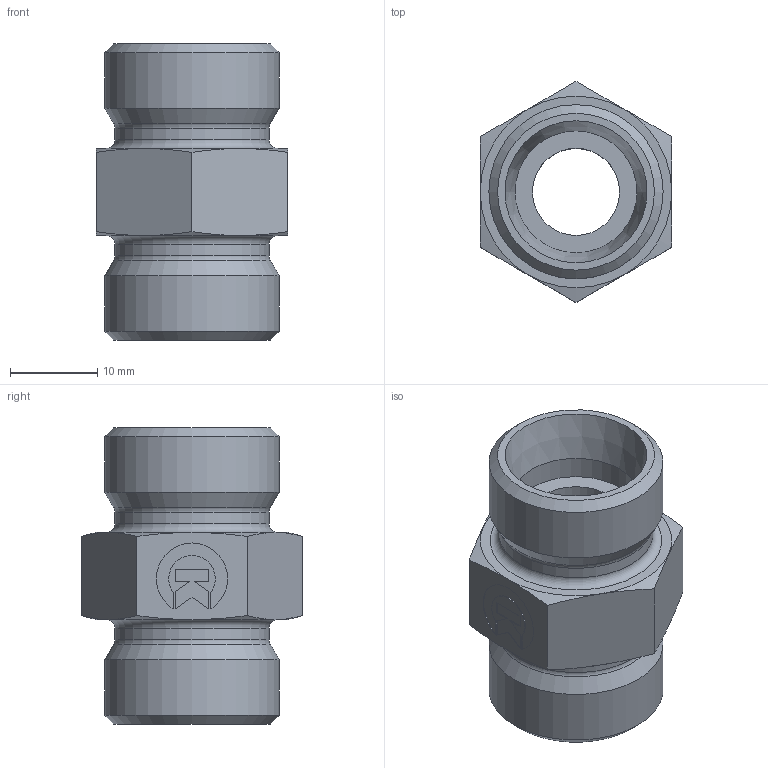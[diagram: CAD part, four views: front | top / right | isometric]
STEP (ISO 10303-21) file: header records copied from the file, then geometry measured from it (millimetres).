
FILE_DESCRIPTION((''),'2;1');
FILE_NAME('318142020.stp','2014-08-15T15:42:58',(''),('KNOMI spol. s r. o.'),'Autodesk Inventor 2012','Autodesk Inventor 2012','');
FILE_SCHEMA(('AUTOMOTIVE_DESIGN { 1 2 10303 214 0 1 1 1 }'));
Length unit declared in the file: millimetre
Products named in the file (1): PS 14tr  M20/M20
Bounding box: 22 x 25.4 x 34 mm (x, y, z)
Volume: 7019.9 mm3; surface area: 4148.8 mm2
Topology: 1 solids, 1 shells, 75 faces, 176 edges, 111 vertices
Faces by surface type: plane 42, cone 18, cylinder 11, torus 4
Full cylindrical faces by diameter (mm): 10 x1, 14 x2, 17.7 x2, 20 x2
Entity records: 1996 total; most frequent: CARTESIAN_POINT 384, DIRECTION 324, ORIENTED_EDGE 308, EDGE_CURVE 154, AXIS2_PLACEMENT_3D 118, VERTEX_POINT 106, EDGE_LOOP 102, VECTOR 88
